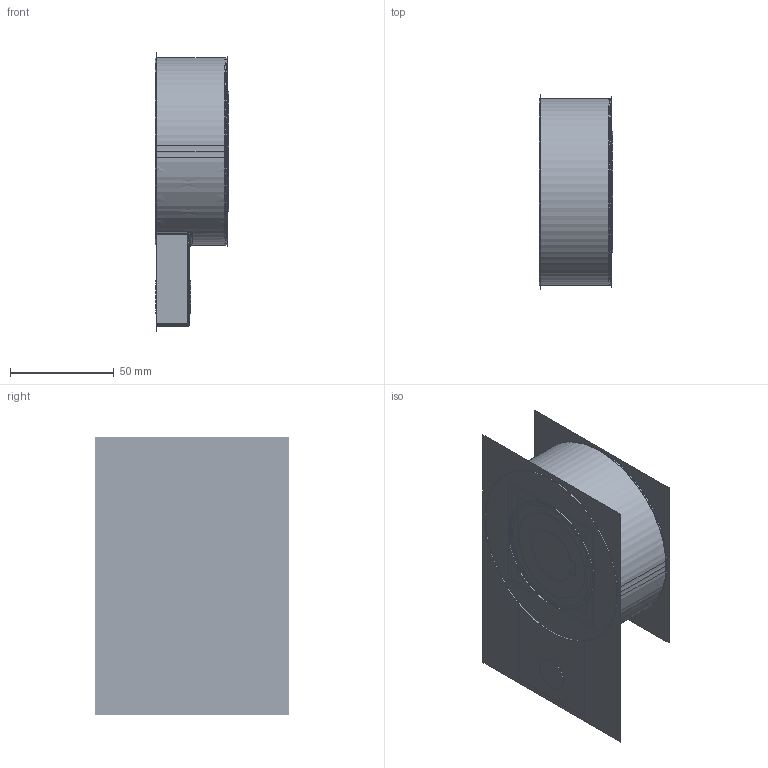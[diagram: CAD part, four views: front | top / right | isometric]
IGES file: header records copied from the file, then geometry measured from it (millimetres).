
Start section:  PTC IGES file: ra453z.igs
Global section: file name: ra453z.igs; native system: Creo Parametric by Parametric Technology Corporation; preprocessor: 2013150; author: sales 4; organization: Unknown; date: 20140326.143707; units: millimetre
Bounding box: 35.36 x 93.6 x 134.2 mm (x, y, z)
Volume: 216167.9 mm3; surface area: 646238.8 mm2
Topology: 58 solids, 58 shells, 6226 faces, 32382 edges, 40486 vertices
Faces by surface type: bspline 3762, revolution 2464
